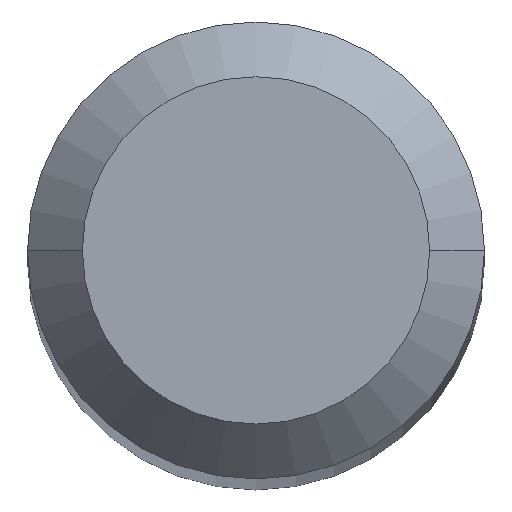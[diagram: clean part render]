
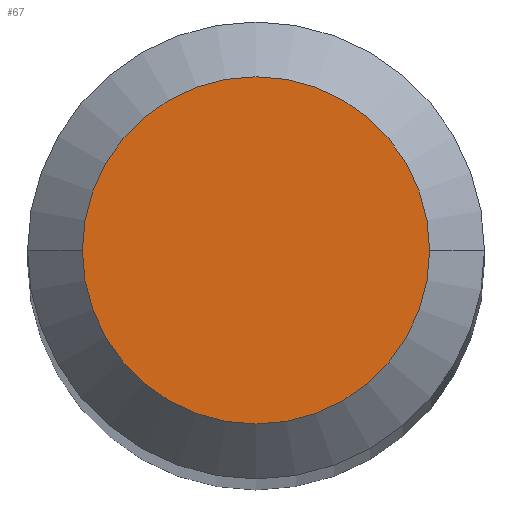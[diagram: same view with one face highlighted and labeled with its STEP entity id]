
A CAD part, top view. The second image highlights one B-rep face of the part: STEP entity #67.
In plain terms, the highlighted planar face has unit normal (0, 0, 1).
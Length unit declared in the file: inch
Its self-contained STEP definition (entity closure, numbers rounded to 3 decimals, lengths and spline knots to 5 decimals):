
#19 = VERTEX_POINT ( 'NONE', #254 ) ;
#21 = DIRECTION ( 'NONE',  ( 1., 0., 0. ) ) ;
#37 = DIRECTION ( 'NONE',  ( 1., 0., 0. ) ) ;
#39 = AXIS2_PLACEMENT_3D ( 'NONE', #360, #76, #37 ) ;
#50 = ORIENTED_EDGE ( 'NONE', *, *, #75, .T. ) ;
#53 = CARTESIAN_POINT ( 'NONE',  ( 0., 0., 0. ) ) ;
#63 = DIRECTION ( 'NONE',  ( -1., 0., 0. ) ) ;
#67 = ADVANCED_FACE ( 'NONE', ( #464 ), #274, .F. ) ;
#72 = VERTEX_POINT ( 'NONE', #350 ) ;
#75 = EDGE_CURVE ( 'NONE', #72, #19, #436, .T. ) ;
#76 = DIRECTION ( 'NONE',  ( 0., 0., 1. ) ) ;
#82 = ORIENTED_EDGE ( 'NONE', *, *, #209, .T. ) ;
#88 = AXIS2_PLACEMENT_3D ( 'NONE', #432, #244, #63 ) ;
#91 = DIRECTION ( 'NONE',  ( 0., 0., 1. ) ) ;
#98 = EDGE_LOOP ( 'NONE', ( #82, #50 ) ) ;
#116 = AXIS2_PLACEMENT_3D ( 'NONE', #53, #91, #21 ) ;
#209 = EDGE_CURVE ( 'NONE', #19, #72, #383, .T. ) ;
#244 = DIRECTION ( 'NONE',  ( 0., 0., -1. ) ) ;
#254 = CARTESIAN_POINT ( 'NONE',  ( -0.0475, 0., 0. ) ) ;
#274 = PLANE ( 'NONE',  #88 ) ;
#350 = CARTESIAN_POINT ( 'NONE',  ( 0.0475, 0., 0. ) ) ;
#360 = CARTESIAN_POINT ( 'NONE',  ( 0., 0., 0. ) ) ;
#383 = CIRCLE ( 'NONE', #39, 0.0475 ) ;
#432 = CARTESIAN_POINT ( 'NONE',  ( 0., 0.0475, 0. ) ) ;
#436 = CIRCLE ( 'NONE', #116, 0.0475 ) ;
#464 = FACE_OUTER_BOUND ( 'NONE', #98, .T. ) ;
